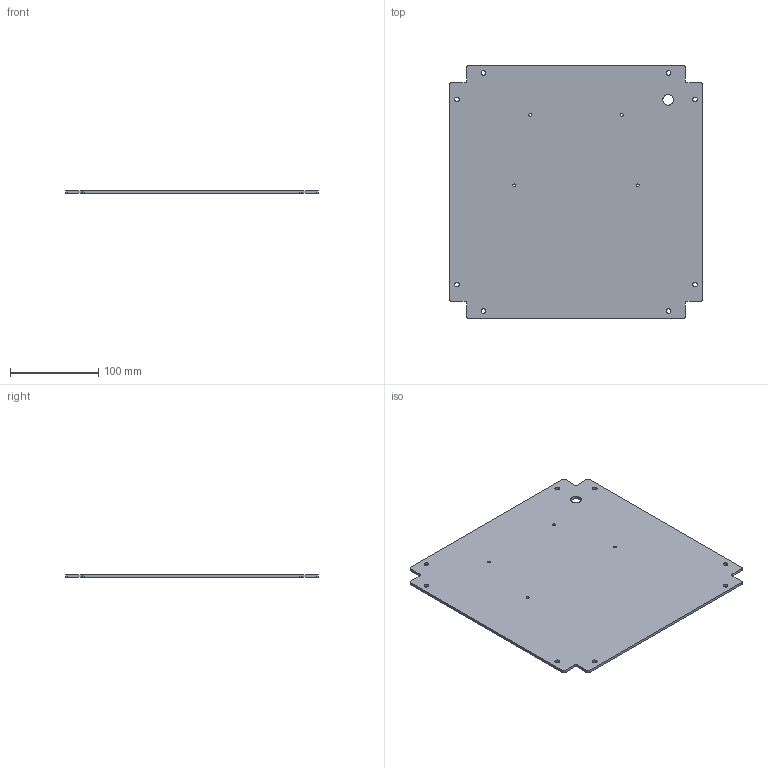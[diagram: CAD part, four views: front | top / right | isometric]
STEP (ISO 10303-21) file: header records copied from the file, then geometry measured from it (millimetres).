
FILE_DESCRIPTION(/* description */ (''),/* implementation_level */ '2;1');
FILE_NAME(/* name */ 'Bottom Plate.step',/* time_stamp */ '2025-11-18T11:17:06-05:00',/* author */ (''),/* organization */ (''),/* preprocessor_version */ 'ST-DEVELOPER v20.1',/* originating_system */ 'Autodesk Translation Framework v14.21.0.0',/* authorisation */ '');
FILE_SCHEMA (('AUTOMOTIVE_DESIGN { 1 0 10303 214 3 1 1 }'));
Length unit declared in the file: millimetre
Products named in the file (1): Bottom Plate
Bounding box: 286.5 x 286.5 x 3 mm (x, y, z)
Volume: 240820.7 mm3; surface area: 164595.2 mm2
Topology: 1 solids, 1 shells, 39 faces, 111 edges, 74 vertices
Faces by surface type: cylinder 25, plane 14
Full cylindrical faces by diameter (mm): 3.3 x4, 5.3 x8, 12 x1
Entity records: 1387 total; most frequent: DIRECTION 241, CARTESIAN_POINT 225, ORIENTED_EDGE 222, EDGE_CURVE 111, AXIS2_PLACEMENT_3D 90, VERTEX_POINT 74, EDGE_LOOP 65, LINE 61
